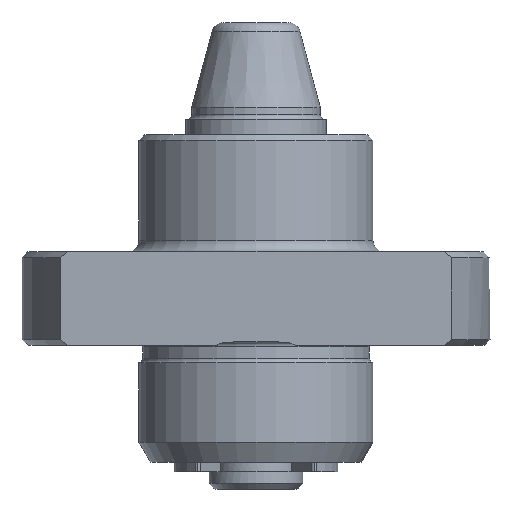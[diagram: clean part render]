
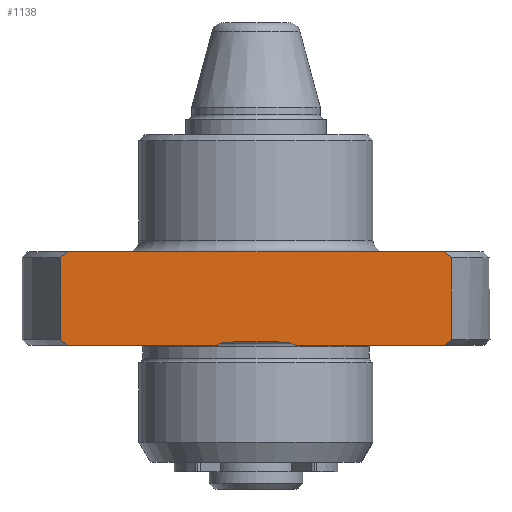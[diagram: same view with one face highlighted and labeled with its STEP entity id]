
A CAD part, front view. The second image highlights one B-rep face of the part: STEP entity #1138.
In plain terms, the highlighted planar face has unit normal (0, -1, 0).
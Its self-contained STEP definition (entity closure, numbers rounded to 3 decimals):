
#8 = EDGE_CURVE ( 'NONE', #2384, #3677, #3393, .T. ) ;
#109 = CARTESIAN_POINT ( 'NONE',  ( -2.643, -11., 0.249 ) ) ;
#118 = B_SPLINE_CURVE_WITH_KNOTS ( 'NONE', 3,
 ( #2382, #3263, #1438, #3604 ),
 .UNSPECIFIED., .F., .F.,
 ( 4, 4 ),
 ( 0., 0.001 ),
 .UNSPECIFIED. ) ;
#154 = CARTESIAN_POINT ( 'NONE',  ( 3.354, -11., 0. ) ) ;
#159 = EDGE_CURVE ( 'NONE', #1712, #3612, #1910, .T. ) ;
#163 = CARTESIAN_POINT ( 'NONE',  ( -16.302, -11., 0.166 ) ) ;
#169 = CARTESIAN_POINT ( 'NONE',  ( -2.794, -11., 0.227 ) ) ;
#387 = CARTESIAN_POINT ( 'NONE',  ( 2.792, -11., 0.228 ) ) ;
#404 = CARTESIAN_POINT ( 'NONE',  ( 2.642, -11., 0.249 ) ) ;
#410 = LINE ( 'NONE', #1930, #3726 ) ;
#428 = DIRECTION ( 'NONE',  ( 0., 0., 1. ) ) ;
#434 = CARTESIAN_POINT ( 'NONE',  ( 3.302, -11., 0.058 ) ) ;
#458 = CARTESIAN_POINT ( 'NONE',  ( -3.354, -11., 0. ) ) ;
#462 = EDGE_CURVE ( 'NONE', #3080, #544, #1498, .T. ) ;
#506 = LINE ( 'NONE', #2648, #2806 ) ;
#531 = VECTOR ( 'NONE', #1881, 1000. ) ;
#544 = VERTEX_POINT ( 'NONE', #1558 ) ;
#545 = CARTESIAN_POINT ( 'NONE',  ( -3.354, -11., 0. ) ) ;
#547 = ORIENTED_EDGE ( 'NONE', *, *, #8, .F. ) ;
#572 = CARTESIAN_POINT ( 'NONE',  ( 16.101, -11., 8. ) ) ;
#599 = EDGE_LOOP ( 'NONE', ( #3172, #3175, #3249, #547, #3056, #956, #3665, #1961, #1585, #1766, #1255, #2303, #2435 ) ) ;
#605 = CARTESIAN_POINT ( 'NONE',  ( -16.503, -11., 7.667 ) ) ;
#615 = CARTESIAN_POINT ( 'NONE',  ( 16.101, -11., 0. ) ) ;
#658 = CARTESIAN_POINT ( 'NONE',  ( -16.703, -11., 0.5 ) ) ;
#736 = CARTESIAN_POINT ( 'NONE',  ( 2.188, -11., 0.294 ) ) ;
#740 = DIRECTION ( 'NONE',  ( 1., 0., 0. ) ) ;
#758 = CARTESIAN_POINT ( 'NONE',  ( -3.231, -11., 0.094 ) ) ;
#816 = EDGE_CURVE ( 'NONE', #3677, #1298, #3916, .T. ) ;
#879 = LINE ( 'NONE', #2756, #1745 ) ;
#913 = B_SPLINE_CURVE_WITH_KNOTS ( 'NONE', 3,
 ( #2082, #3597, #605, #1823 ),
 .UNSPECIFIED., .F., .F.,
 ( 4, 4 ),
 ( 0., 0.001 ),
 .UNSPECIFIED. ) ;
#938 = DIRECTION ( 'NONE',  ( 0., 0., 1. ) ) ;
#956 = ORIENTED_EDGE ( 'NONE', *, *, #159, .F. ) ;
#971 = DIRECTION ( 'NONE',  ( 0., 1., 0. ) ) ;
#982 = VECTOR ( 'NONE', #938, 1000. ) ;
#991 = CARTESIAN_POINT ( 'NONE',  ( 3.354, -11., 0. ) ) ;
#999 = EDGE_CURVE ( 'NONE', #1712, #1462, #2577, .T. ) ;
#1006 = CARTESIAN_POINT ( 'NONE',  ( 3.09, -11., 0.152 ) ) ;
#1010 = B_SPLINE_CURVE_WITH_KNOTS ( 'NONE', 3,
 ( #2249, #1622, #2266, #109, #169, #1638, #1334, #758, #3467, #458 ),
 .UNSPECIFIED., .F., .F.,
 ( 4, 2, 2, 2, 4 ),
 ( 0.002, 0.002, 0.003, 0.003, 0.003 ),
 .UNSPECIFIED. ) ;
#1045 = CARTESIAN_POINT ( 'NONE',  ( 1.883, -11., 0.3 ) ) ;
#1138 = ADVANCED_FACE ( 'NONE', ( #2838 ), #2530, .F. ) ;
#1182 = CARTESIAN_POINT ( 'NONE',  ( 16.101, -11., 8. ) ) ;
#1230 = DIRECTION ( 'NONE',  ( 1., 0., 0. ) ) ;
#1255 = ORIENTED_EDGE ( 'NONE', *, *, #2348, .F. ) ;
#1257 = B_SPLINE_CURVE_WITH_KNOTS ( 'NONE', 3,
 ( #3830, #3228, #2073, #572 ),
 .UNSPECIFIED., .F., .F.,
 ( 4, 4 ),
 ( 0., 0.001 ),
 .UNSPECIFIED. ) ;
#1298 = VERTEX_POINT ( 'NONE', #1182 ) ;
#1334 = CARTESIAN_POINT ( 'NONE',  ( -3.088, -11., 0.152 ) ) ;
#1372 = EDGE_CURVE ( 'NONE', #2233, #2845, #879, .T. ) ;
#1412 = VERTEX_POINT ( 'NONE', #2451 ) ;
#1438 = CARTESIAN_POINT ( 'NONE',  ( 16.503, -11., 0.333 ) ) ;
#1462 = VERTEX_POINT ( 'NONE', #1702 ) ;
#1465 = DIRECTION ( 'NONE',  ( -1., 0., 0. ) ) ;
#1498 = LINE ( 'NONE', #2422, #982 ) ;
#1525 = VERTEX_POINT ( 'NONE', #3078 ) ;
#1558 = CARTESIAN_POINT ( 'NONE',  ( 16.703, -11., 7.5 ) ) ;
#1585 = ORIENTED_EDGE ( 'NONE', *, *, #1941, .F. ) ;
#1622 = CARTESIAN_POINT ( 'NONE',  ( -1.883, -11., 0.3 ) ) ;
#1634 = CARTESIAN_POINT ( 'NONE',  ( 3.231, -11., 0.094 ) ) ;
#1638 = CARTESIAN_POINT ( 'NONE',  ( -3.015, -11., 0.174 ) ) ;
#1698 = CARTESIAN_POINT ( 'NONE',  ( 11., -11., 8. ) ) ;
#1702 = CARTESIAN_POINT ( 'NONE',  ( -16.101, -11., 0. ) ) ;
#1712 = VERTEX_POINT ( 'NONE', #658 ) ;
#1723 = DIRECTION ( 'NONE',  ( -1., 0., 0. ) ) ;
#1745 = VECTOR ( 'NONE', #1465, 1000. ) ;
#1766 = ORIENTED_EDGE ( 'NONE', *, *, #1916, .T. ) ;
#1823 = CARTESIAN_POINT ( 'NONE',  ( -16.703, -11., 7.5 ) ) ;
#1881 = DIRECTION ( 'NONE',  ( 1., 0., 0. ) ) ;
#1890 = CARTESIAN_POINT ( 'NONE',  ( -16.503, -11., 0.333 ) ) ;
#1910 = LINE ( 'NONE', #2267, #2250 ) ;
#1916 = EDGE_CURVE ( 'NONE', #1412, #1525, #410, .T. ) ;
#1930 = CARTESIAN_POINT ( 'NONE',  ( 9.7, -11., 0.3 ) ) ;
#1941 = EDGE_CURVE ( 'NONE', #1412, #2982, #1010, .T. ) ;
#1961 = ORIENTED_EDGE ( 'NONE', *, *, #3856, .F. ) ;
#2002 = CARTESIAN_POINT ( 'NONE',  ( 0., -11., 8. ) ) ;
#2045 = EDGE_CURVE ( 'NONE', #2233, #3080, #118, .T. ) ;
#2059 = B_SPLINE_CURVE_WITH_KNOTS ( 'NONE', 3,
 ( #991, #434, #1634, #1006, #2204, #387, #404, #736, #1045, #2219 ),
 .UNSPECIFIED., .F., .F.,
 ( 4, 2, 2, 2, 4 ),
 ( 0.011, 0.011, 0.011, 0.012, 0.012 ),
 .UNSPECIFIED. ) ;
#2073 = CARTESIAN_POINT ( 'NONE',  ( 16.302, -11., 7.834 ) ) ;
#2082 = CARTESIAN_POINT ( 'NONE',  ( -16.101, -11., 8. ) ) ;
#2099 = EDGE_CURVE ( 'NONE', #544, #1298, #1257, .T. ) ;
#2158 = CARTESIAN_POINT ( 'NONE',  ( -16.703, -11., 7.5 ) ) ;
#2204 = CARTESIAN_POINT ( 'NONE',  ( 3.016, -11., 0.174 ) ) ;
#2219 = CARTESIAN_POINT ( 'NONE',  ( 1.579, -11., 0.3 ) ) ;
#2233 = VERTEX_POINT ( 'NONE', #615 ) ;
#2249 = CARTESIAN_POINT ( 'NONE',  ( -1.579, -11., 0.3 ) ) ;
#2250 = VECTOR ( 'NONE', #428, 1000. ) ;
#2260 = CARTESIAN_POINT ( 'NONE',  ( -16.703, -11., 0.5 ) ) ;
#2266 = CARTESIAN_POINT ( 'NONE',  ( -2.189, -11., 0.294 ) ) ;
#2267 = CARTESIAN_POINT ( 'NONE',  ( -16.703, -11., -10. ) ) ;
#2293 = DIRECTION ( 'NONE',  ( 0., 0., 1. ) ) ;
#2303 = ORIENTED_EDGE ( 'NONE', *, *, #1372, .F. ) ;
#2348 = EDGE_CURVE ( 'NONE', #2845, #1525, #2059, .T. ) ;
#2382 = CARTESIAN_POINT ( 'NONE',  ( 16.101, -11., 0. ) ) ;
#2384 = VERTEX_POINT ( 'NONE', #2497 ) ;
#2422 = CARTESIAN_POINT ( 'NONE',  ( 16.703, -11., -10. ) ) ;
#2435 = ORIENTED_EDGE ( 'NONE', *, *, #2045, .T. ) ;
#2451 = CARTESIAN_POINT ( 'NONE',  ( -1.579, -11., 0.3 ) ) ;
#2497 = CARTESIAN_POINT ( 'NONE',  ( -16.101, -11., 8. ) ) ;
#2530 = PLANE ( 'NONE',  #3006 ) ;
#2577 = B_SPLINE_CURVE_WITH_KNOTS ( 'NONE', 3,
 ( #2260, #1890, #163, #3741 ),
 .UNSPECIFIED., .F., .F.,
 ( 4, 4 ),
 ( 0., 0.001 ),
 .UNSPECIFIED. ) ;
#2648 = CARTESIAN_POINT ( 'NONE',  ( 10., -11., 0. ) ) ;
#2756 = CARTESIAN_POINT ( 'NONE',  ( 10., -11., 0. ) ) ;
#2803 = CARTESIAN_POINT ( 'NONE',  ( 11., -11., 8. ) ) ;
#2806 = VECTOR ( 'NONE', #1723, 1000. ) ;
#2838 = FACE_OUTER_BOUND ( 'NONE', #599, .T. ) ;
#2845 = VERTEX_POINT ( 'NONE', #154 ) ;
#2982 = VERTEX_POINT ( 'NONE', #545 ) ;
#3006 = AXIS2_PLACEMENT_3D ( 'NONE', #3703, #971, #2293 ) ;
#3056 = ORIENTED_EDGE ( 'NONE', *, *, #3136, .T. ) ;
#3078 = CARTESIAN_POINT ( 'NONE',  ( 1.579, -11., 0.3 ) ) ;
#3080 = VERTEX_POINT ( 'NONE', #3662 ) ;
#3136 = EDGE_CURVE ( 'NONE', #2384, #3612, #913, .T. ) ;
#3172 = ORIENTED_EDGE ( 'NONE', *, *, #462, .T. ) ;
#3175 = ORIENTED_EDGE ( 'NONE', *, *, #2099, .T. ) ;
#3228 = CARTESIAN_POINT ( 'NONE',  ( 16.503, -11., 7.667 ) ) ;
#3249 = ORIENTED_EDGE ( 'NONE', *, *, #816, .F. ) ;
#3263 = CARTESIAN_POINT ( 'NONE',  ( 16.302, -11., 0.166 ) ) ;
#3323 = VECTOR ( 'NONE', #1230, 1000. ) ;
#3393 = LINE ( 'NONE', #2803, #531 ) ;
#3467 = CARTESIAN_POINT ( 'NONE',  ( -3.302, -11., 0.058 ) ) ;
#3597 = CARTESIAN_POINT ( 'NONE',  ( -16.302, -11., 7.834 ) ) ;
#3604 = CARTESIAN_POINT ( 'NONE',  ( 16.703, -11., 0.5 ) ) ;
#3612 = VERTEX_POINT ( 'NONE', #2158 ) ;
#3662 = CARTESIAN_POINT ( 'NONE',  ( 16.703, -11., 0.5 ) ) ;
#3665 = ORIENTED_EDGE ( 'NONE', *, *, #999, .T. ) ;
#3677 = VERTEX_POINT ( 'NONE', #2002 ) ;
#3703 = CARTESIAN_POINT ( 'NONE',  ( -16.703, -11., -10. ) ) ;
#3726 = VECTOR ( 'NONE', #740, 1000. ) ;
#3741 = CARTESIAN_POINT ( 'NONE',  ( -16.101, -11., 0. ) ) ;
#3830 = CARTESIAN_POINT ( 'NONE',  ( 16.703, -11., 7.5 ) ) ;
#3856 = EDGE_CURVE ( 'NONE', #2982, #1462, #506, .T. ) ;
#3916 = LINE ( 'NONE', #1698, #3323 ) ;
